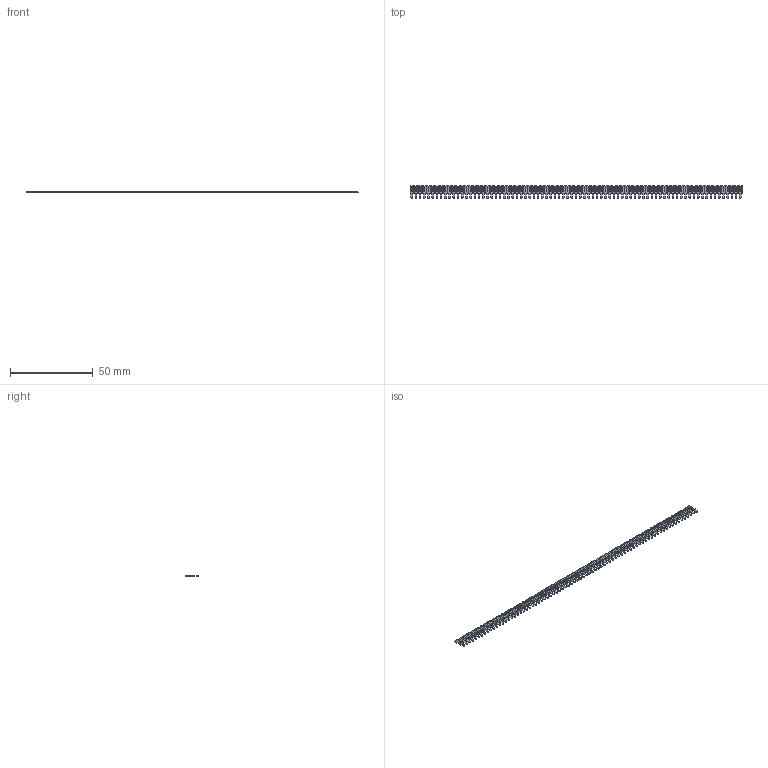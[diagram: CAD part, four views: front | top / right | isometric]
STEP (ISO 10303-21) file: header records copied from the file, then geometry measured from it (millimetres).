
FILE_DESCRIPTION (( 'STEP AP203' ), '1' );
FILE_NAME ('103-079-253-100.STEP', '2020-04-16T16:52:32', ( '' ), ( '' ), 'SwSTEP 2.0', 'SolidWorks 2016', '' );
FILE_SCHEMA (( 'CONFIG_CONTROL_DESIGN' ));
Length unit declared in the file: inch
Products named in the file (2): 103-079-253-100; 100-290-001_100-290-253
Assembly tree (79 placements, depth 2):
  103-079-253-100
    100-290-001_100-290-253  x79
Bounding box: 200.15 x 7.62 x 0.51 mm (x, y, z)
Volume: 435.9 mm3; surface area: 2718.2 mm2
Topology: 79 solids, 79 shells, 1580 faces, 4266 edges, 2844 vertices
Faces by surface type: plane 1501, cylinder 79
Entity records: 3316 total; most frequent: DIRECTION 260, CARTESIAN_POINT 192, DATE_AND_TIME 168, COORDINATED_UNIVERSAL_TIME_OFFSET 168, LOCAL_TIME 168, CALENDAR_DATE 168, ORIENTED_EDGE 108, AXIS2_PLACEMENT_3D 104
